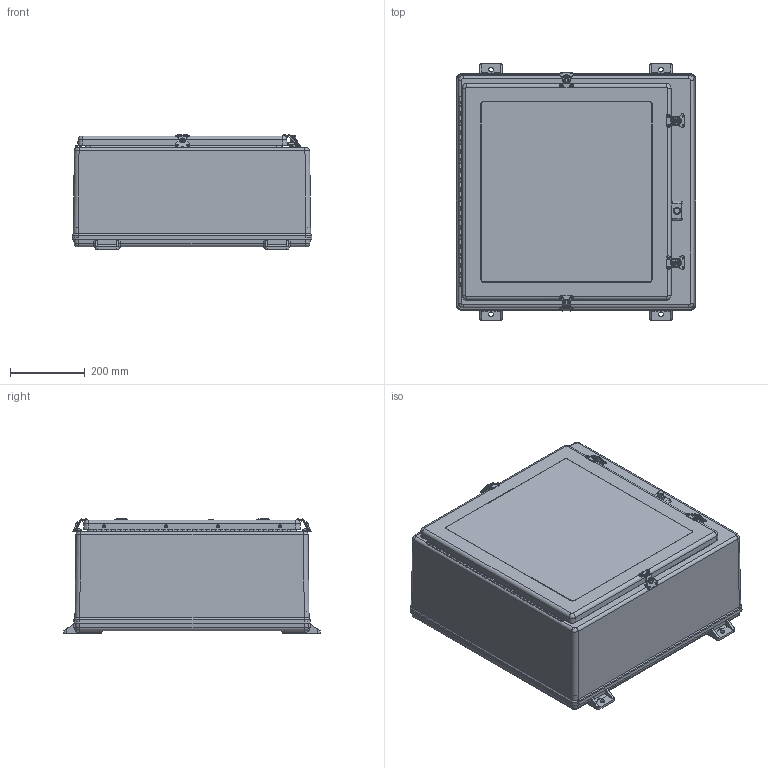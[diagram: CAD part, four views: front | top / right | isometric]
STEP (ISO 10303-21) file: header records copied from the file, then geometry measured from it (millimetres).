
FILE_DESCRIPTION (( 'STEP AP214' ), '1' );
FILE_NAME ('TW242410HWT.STEP', '2018-11-08T16:15:05', ( '' ), ( '' ), 'SwSTEP 2.0', 'SolidWorks 2018', '' );
FILE_SCHEMA (( 'AUTOMOTIVE_DESIGN' ));
Length unit declared in the file: inch
Products named in the file (1): TW242410HWT
Bounding box: 641.35 x 685.8 x 306.21 mm (x, y, z)
Volume: 9570124.6 mm3; surface area: 3501510.6 mm2
Topology: 59 solids, 59 shells, 1597 faces, 3851 edges, 2368 vertices
Faces by surface type: cylinder 614, plane 606, bspline 285, torus 48, cone 44
Full cylindrical faces by diameter (mm): 1.587 x4, 1.588 x12, 1.651 x8, 3.175 x41, 3.302 x48, 3.429 x8, 3.5 x8, 3.556 x16, 3.969 x8, 4.762 x4, 4.763 x4, 5.08 x8, 5.105 x1, 5.11 x1, 6.35 x1, 7.544 x8, 7.798 x4, 8.64 x2, 10.312 x1, 12.7 x2, 12.959 x2, 14.3 x8
Entity records: 82159 total; most frequent: CARTESIAN_POINT 26268, ORIENTED_EDGE 6824, DIRECTION 6785, EDGE_CURVE 3412, AXIS2_PLACEMENT_3D 2559, VERTEX_POINT 2287, EDGE_LOOP 2221, FACE_OUTER_BOUND 1889
